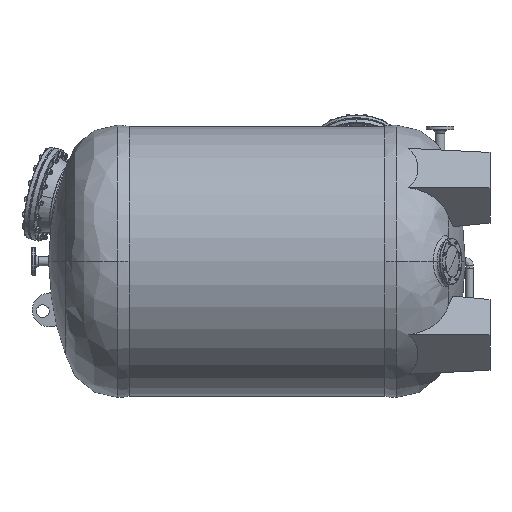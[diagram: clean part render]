
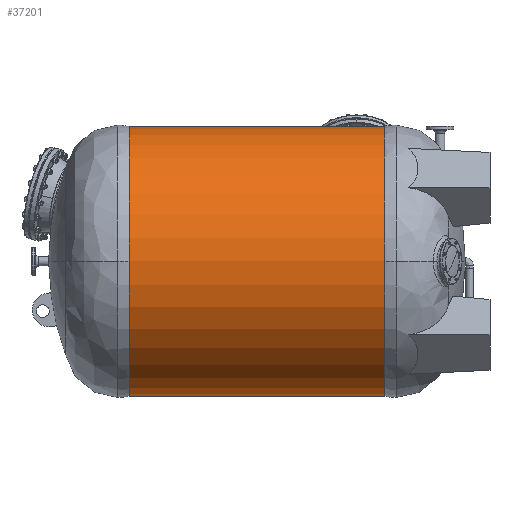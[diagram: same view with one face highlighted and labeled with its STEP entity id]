
A CAD part, left-side view. The second image highlights one B-rep face of the part: STEP entity #37201.
In plain terms, the highlighted cylindrical face has radius 810 mm (diameter 1620 mm), a partial arc.
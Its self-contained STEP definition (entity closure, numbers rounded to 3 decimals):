
#1452 = CARTESIAN_POINT ( 'NONE',  ( 0., 469.376, -810. ) ) ;
#1977 = DIRECTION ( 'NONE',  ( 0., 1., 0. ) ) ;
#2206 = CARTESIAN_POINT ( 'NONE',  ( 0., 469.376, 810. ) ) ;
#3084 = VECTOR ( 'NONE', #18843, 1000. ) ;
#3154 = FACE_OUTER_BOUND ( 'NONE', #45913, .T. ) ;
#5629 = CARTESIAN_POINT ( 'NONE',  ( -810., 2005.624, 0. ) ) ;
#6677 = ORIENTED_EDGE ( 'NONE', *, *, #10873, .T. ) ;
#6949 = ORIENTED_EDGE ( 'NONE', *, *, #19929, .F. ) ;
#7050 = ORIENTED_EDGE ( 'NONE', *, *, #52418, .T. ) ;
#10059 = AXIS2_PLACEMENT_3D ( 'NONE', #41779, #16575, #37757 ) ;
#10749 = VERTEX_POINT ( 'NONE', #5629 ) ;
#10873 = EDGE_CURVE ( 'NONE', #44863, #16861, #23434, .T. ) ;
#14151 = AXIS2_PLACEMENT_3D ( 'NONE', #24042, #40611, #40112 ) ;
#14351 = EDGE_CURVE ( 'NONE', #10749, #21017, #47141, .T. ) ;
#14795 = CARTESIAN_POINT ( 'NONE',  ( 0., 0., -810. ) ) ;
#16035 = DIRECTION ( 'NONE',  ( 0., 0., 1. ) ) ;
#16575 = DIRECTION ( 'NONE',  ( 0., -1., 0. ) ) ;
#16861 = VERTEX_POINT ( 'NONE', #37598 ) ;
#17267 = AXIS2_PLACEMENT_3D ( 'NONE', #48752, #31878, #16035 ) ;
#18614 = CIRCLE ( 'NONE', #37475, 810. ) ;
#18843 = DIRECTION ( 'NONE',  ( 0., 1., 0. ) ) ;
#19929 = EDGE_CURVE ( 'NONE', #35205, #21017, #51525, .T. ) ;
#20191 = EDGE_CURVE ( 'NONE', #23955, #44863, #48400, .T. ) ;
#21017 = VERTEX_POINT ( 'NONE', #30387 ) ;
#23434 = LINE ( 'NONE', #51308, #36759 ) ;
#23786 = CYLINDRICAL_SURFACE ( 'NONE', #14151, 810. ) ;
#23955 = VERTEX_POINT ( 'NONE', #45922 ) ;
#24042 = CARTESIAN_POINT ( 'NONE',  ( 0., 0., 0. ) ) ;
#25285 = DIRECTION ( 'NONE',  ( 0., 0., 1. ) ) ;
#25291 = AXIS2_PLACEMENT_3D ( 'NONE', #38685, #1977, #47012 ) ;
#29853 = CARTESIAN_POINT ( 'NONE',  ( 0., 469.376, 0. ) ) ;
#30387 = CARTESIAN_POINT ( 'NONE',  ( 0., 2005.624, -810. ) ) ;
#31878 = DIRECTION ( 'NONE',  ( 0., -1., 0. ) ) ;
#34088 = CIRCLE ( 'NONE', #10059, 810. ) ;
#35205 = VERTEX_POINT ( 'NONE', #1452 ) ;
#35778 = DIRECTION ( 'NONE',  ( 0., 1., 0. ) ) ;
#36759 = VECTOR ( 'NONE', #35778, 1000. ) ;
#37201 = ADVANCED_FACE ( 'NONE', ( #3154 ), #23786, .T. ) ;
#37300 = ORIENTED_EDGE ( 'NONE', *, *, #14351, .T. ) ;
#37475 = AXIS2_PLACEMENT_3D ( 'NONE', #29853, #37875, #25285 ) ;
#37598 = CARTESIAN_POINT ( 'NONE',  ( 0., 2005.624, 810. ) ) ;
#37757 = DIRECTION ( 'NONE',  ( 0., 0., 1. ) ) ;
#37875 = DIRECTION ( 'NONE',  ( 0., 1., 0. ) ) ;
#38685 = CARTESIAN_POINT ( 'NONE',  ( 0., 469.376, 0. ) ) ;
#39996 = ORIENTED_EDGE ( 'NONE', *, *, #40929, .T. ) ;
#40112 = DIRECTION ( 'NONE',  ( 0., 0., 1. ) ) ;
#40611 = DIRECTION ( 'NONE',  ( 0., 1., 0. ) ) ;
#40929 = EDGE_CURVE ( 'NONE', #16861, #10749, #34088, .T. ) ;
#41779 = CARTESIAN_POINT ( 'NONE',  ( 0., 2005.624, 0. ) ) ;
#44863 = VERTEX_POINT ( 'NONE', #2206 ) ;
#45327 = ORIENTED_EDGE ( 'NONE', *, *, #20191, .T. ) ;
#45913 = EDGE_LOOP ( 'NONE', ( #6949, #7050, #45327, #6677, #39996, #37300 ) ) ;
#45922 = CARTESIAN_POINT ( 'NONE',  ( -810., 469.376, 0. ) ) ;
#47012 = DIRECTION ( 'NONE',  ( 0., 0., 1. ) ) ;
#47141 = CIRCLE ( 'NONE', #17267, 810. ) ;
#48400 = CIRCLE ( 'NONE', #25291, 810. ) ;
#48752 = CARTESIAN_POINT ( 'NONE',  ( 0., 2005.624, 0. ) ) ;
#51308 = CARTESIAN_POINT ( 'NONE',  ( 0., 0., 810. ) ) ;
#51525 = LINE ( 'NONE', #14795, #3084 ) ;
#52418 = EDGE_CURVE ( 'NONE', #35205, #23955, #18614, .T. ) ;
